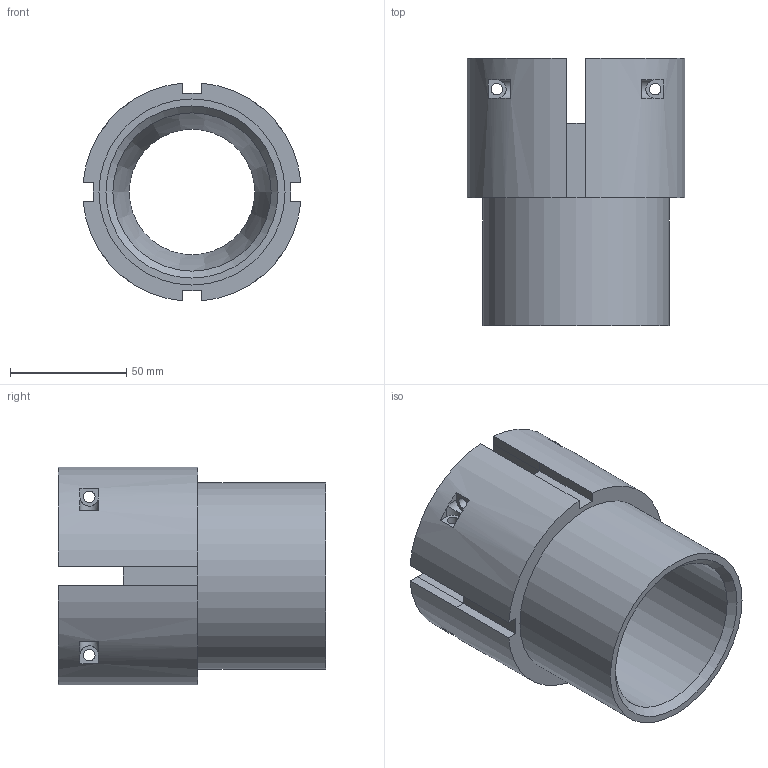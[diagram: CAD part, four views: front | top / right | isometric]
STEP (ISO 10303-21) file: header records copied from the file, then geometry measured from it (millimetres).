
FILE_DESCRIPTION(('FreeCAD Model'),'2;1');
FILE_NAME('Embout tube intérieur.step', '2020-12-01T21:51:50',('Author'),(''), 'Open CASCADE STEP processor 7.3','FreeCAD','Unknown');
FILE_SCHEMA(('AUTOMOTIVE_DESIGN { 1 0 10303 214 1 1 1 1 }'));
Length unit declared in the file: millimetre
Products named in the file (1): Body
Bounding box: 93.66 x 115 x 93.66 mm (x, y, z)
Volume: 309541 mm3; surface area: 68260.7 mm2
Topology: 1 solids, 1 shells, 91 faces, 240 edges, 155 vertices
Faces by surface type: plane 62, cylinder 23, cone 6
Full cylindrical faces by diameter (mm): 5 x8, 54 x1, 68 x1, 80 x1
Entity records: 9066 total; most frequent: CARTESIAN_POINT 4279, DIRECTION 883, LINE 497, VECTOR 497, ORIENTED_EDGE 480, PCURVE 480, DEFINITIONAL_REPRESENTATION 480, EDGE_CURVE 240
